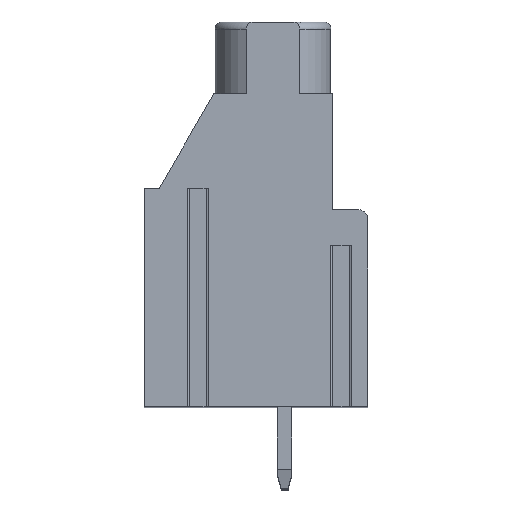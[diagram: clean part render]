
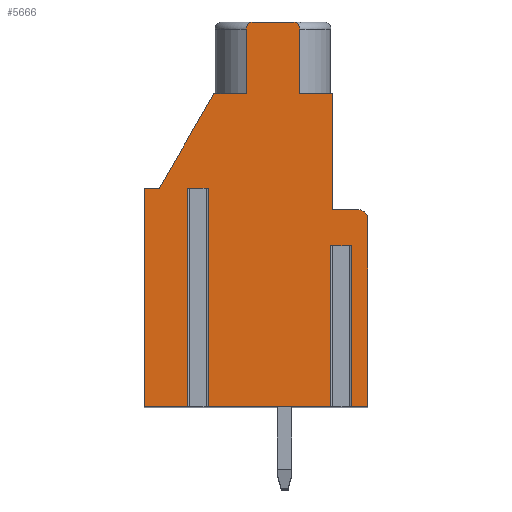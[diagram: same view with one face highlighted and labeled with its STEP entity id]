
A CAD part, top view. The second image highlights one B-rep face of the part: STEP entity #5666.
In plain terms, the highlighted planar face has unit normal (0, 0, 1).
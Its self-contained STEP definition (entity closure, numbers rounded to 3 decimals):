
#65=DIRECTION('',(-1.,0.,0.));
#66=VECTOR('',#65,1.146);
#67=CARTESIAN_POINT('',(-2.127,1.2,34.925));
#68=LINE('',#67,#66);
#69=DIRECTION('',(0.,-1.,0.));
#70=VECTOR('',#69,12.2);
#71=CARTESIAN_POINT('',(-3.273,1.2,34.925));
#72=LINE('',#71,#70);
#73=DIRECTION('',(1.,0.,0.));
#74=VECTOR('',#73,2.427);
#75=CARTESIAN_POINT('',(-5.7,-11.,34.925));
#76=LINE('',#75,#74);
#77=DIRECTION('',(0.,-1.,0.));
#78=VECTOR('',#77,12.2);
#79=CARTESIAN_POINT('',(-5.7,1.2,34.925));
#80=LINE('',#79,#78);
#81=DIRECTION('',(-1.,0.,0.));
#82=VECTOR('',#81,0.84);
#83=CARTESIAN_POINT('',(-4.86,1.2,34.925));
#84=LINE('',#83,#82);
#85=DIRECTION('',(-0.5,-0.866,0.));
#86=VECTOR('',#85,6.12);
#87=CARTESIAN_POINT('',(-1.8,6.5,34.925));
#88=LINE('',#87,#86);
#89=DIRECTION('',(-1.,0.,0.));
#90=VECTOR('',#89,1.8);
#91=CARTESIAN_POINT('',(0.,6.5,34.925));
#92=LINE('',#91,#90);
#93=DIRECTION('',(0.,-1.,0.));
#94=VECTOR('',#93,3.6);
#95=CARTESIAN_POINT('',(0.,10.1,34.925));
#96=LINE('',#95,#94);
#97=CARTESIAN_POINT('',(0.4,10.1,34.925));
#98=DIRECTION('',(0.,0.,1.));
#99=DIRECTION('',(0.,1.,0.));
#100=AXIS2_PLACEMENT_3D('',#97,#98,#99);
#102=DIRECTION('',(-1.,0.,0.));
#103=VECTOR('',#102,2.2);
#104=CARTESIAN_POINT('',(2.6,10.5,34.925));
#105=LINE('',#104,#103);
#106=CARTESIAN_POINT('',(2.6,10.1,34.925));
#107=DIRECTION('',(0.,0.,1.));
#108=DIRECTION('',(1.,0.,0.));
#109=AXIS2_PLACEMENT_3D('',#106,#107,#108);
#111=DIRECTION('',(0.,1.,0.));
#112=VECTOR('',#111,3.6);
#113=CARTESIAN_POINT('',(3.,6.5,34.925));
#114=LINE('',#113,#112);
#115=DIRECTION('',(-1.,0.,0.));
#116=VECTOR('',#115,1.8);
#117=CARTESIAN_POINT('',(4.8,6.5,34.925));
#118=LINE('',#117,#116);
#119=DIRECTION('',(0.,1.,0.));
#120=VECTOR('',#119,6.5);
#121=CARTESIAN_POINT('',(4.8,0.,34.925));
#122=LINE('',#121,#120);
#123=DIRECTION('',(-1.,0.,0.));
#124=VECTOR('',#123,1.5);
#125=CARTESIAN_POINT('',(6.3,0.,34.925));
#126=LINE('',#125,#124);
#127=CARTESIAN_POINT('',(6.3,-0.5,34.925));
#128=DIRECTION('',(0.,0.,1.));
#129=DIRECTION('',(1.,0.,0.));
#130=AXIS2_PLACEMENT_3D('',#127,#128,#129);
#132=DIRECTION('',(0.,1.,0.));
#133=VECTOR('',#132,10.5);
#134=CARTESIAN_POINT('',(6.8,-11.,34.925));
#135=LINE('',#134,#133);
#136=DIRECTION('',(1.,0.,0.));
#137=VECTOR('',#136,0.925);
#138=CARTESIAN_POINT('',(5.875,-11.,34.925));
#139=LINE('',#138,#137);
#140=DIRECTION('',(0.,-1.,0.));
#141=VECTOR('',#140,9.);
#142=CARTESIAN_POINT('',(5.875,-2.,34.925));
#143=LINE('',#142,#141);
#144=DIRECTION('',(-1.,0.,0.));
#145=VECTOR('',#144,1.146);
#146=CARTESIAN_POINT('',(5.875,-2.,34.925));
#147=LINE('',#146,#145);
#148=DIRECTION('',(0.,-1.,0.));
#149=VECTOR('',#148,9.);
#150=CARTESIAN_POINT('',(4.728,-2.,34.925));
#151=LINE('',#150,#149);
#152=DIRECTION('',(1.,0.,0.));
#153=VECTOR('',#152,6.855);
#154=CARTESIAN_POINT('',(-2.127,-11.,34.925));
#155=LINE('',#154,#153);
#156=DIRECTION('',(0.,-1.,0.));
#157=VECTOR('',#156,12.2);
#158=CARTESIAN_POINT('',(-2.127,1.2,34.925));
#159=LINE('',#158,#157);
#4403=CARTESIAN_POINT('',(6.8,-11.,34.925));
#4404=CARTESIAN_POINT('',(6.8,-0.5,34.925));
#4405=VERTEX_POINT('',#4403);
#4406=VERTEX_POINT('',#4404);
#4407=CARTESIAN_POINT('',(6.3,0.,34.925));
#4408=VERTEX_POINT('',#4407);
#4409=CARTESIAN_POINT('',(4.8,0.,34.925));
#4410=VERTEX_POINT('',#4409);
#4411=CARTESIAN_POINT('',(4.8,6.5,34.925));
#4412=VERTEX_POINT('',#4411);
#4413=CARTESIAN_POINT('',(3.,6.5,34.925));
#4414=VERTEX_POINT('',#4413);
#4415=CARTESIAN_POINT('',(3.,10.1,34.925));
#4416=VERTEX_POINT('',#4415);
#4417=CARTESIAN_POINT('',(2.6,10.5,34.925));
#4418=VERTEX_POINT('',#4417);
#4419=CARTESIAN_POINT('',(0.4,10.5,34.925));
#4420=VERTEX_POINT('',#4419);
#4421=CARTESIAN_POINT('',(0.,10.1,34.925));
#4422=VERTEX_POINT('',#4421);
#4423=CARTESIAN_POINT('',(0.,6.5,34.925));
#4424=VERTEX_POINT('',#4423);
#4425=CARTESIAN_POINT('',(-1.8,6.5,34.925));
#4426=VERTEX_POINT('',#4425);
#4427=CARTESIAN_POINT('',(-4.86,1.2,34.925));
#4428=VERTEX_POINT('',#4427);
#4429=CARTESIAN_POINT('',(-5.7,1.2,34.925));
#4430=VERTEX_POINT('',#4429);
#4431=CARTESIAN_POINT('',(-5.7,-11.,34.925));
#4432=VERTEX_POINT('',#4431);
#4589=CARTESIAN_POINT('',(5.875,-2.,34.925));
#4590=CARTESIAN_POINT('',(4.728,-2.,34.925));
#4591=VERTEX_POINT('',#4589);
#4592=VERTEX_POINT('',#4590);
#4593=CARTESIAN_POINT('',(5.875,-11.,34.925));
#4594=VERTEX_POINT('',#4593);
#4595=CARTESIAN_POINT('',(4.728,-11.,34.925));
#4596=VERTEX_POINT('',#4595);
#4621=CARTESIAN_POINT('',(-2.127,1.2,34.925));
#4622=CARTESIAN_POINT('',(-3.273,1.2,34.925));
#4623=VERTEX_POINT('',#4621);
#4624=VERTEX_POINT('',#4622);
#4625=CARTESIAN_POINT('',(-2.127,-11.,34.925));
#4626=VERTEX_POINT('',#4625);
#4627=CARTESIAN_POINT('',(-3.273,-11.,34.925));
#4628=VERTEX_POINT('',#4627);
#5613=CARTESIAN_POINT('',(0.,0.,34.925));
#5614=DIRECTION('',(0.,0.,1.));
#5615=DIRECTION('',(1.,0.,0.));
#5616=AXIS2_PLACEMENT_3D('',#5613,#5614,#5615);
#5617=PLANE('',#5616);
#5619=ORIENTED_EDGE('',*,*,#5618,.T.);
#5621=ORIENTED_EDGE('',*,*,#5620,.T.);
#5623=ORIENTED_EDGE('',*,*,#5622,.F.);
#5625=ORIENTED_EDGE('',*,*,#5624,.F.);
#5627=ORIENTED_EDGE('',*,*,#5626,.F.);
#5629=ORIENTED_EDGE('',*,*,#5628,.F.);
#5631=ORIENTED_EDGE('',*,*,#5630,.F.);
#5633=ORIENTED_EDGE('',*,*,#5632,.F.);
#5635=ORIENTED_EDGE('',*,*,#5634,.F.);
#5637=ORIENTED_EDGE('',*,*,#5636,.F.);
#5639=ORIENTED_EDGE('',*,*,#5638,.F.);
#5641=ORIENTED_EDGE('',*,*,#5640,.F.);
#5643=ORIENTED_EDGE('',*,*,#5642,.F.);
#5645=ORIENTED_EDGE('',*,*,#5644,.F.);
#5647=ORIENTED_EDGE('',*,*,#5646,.F.);
#5649=ORIENTED_EDGE('',*,*,#5648,.F.);
#5651=ORIENTED_EDGE('',*,*,#5650,.F.);
#5653=ORIENTED_EDGE('',*,*,#5652,.F.);
#5655=ORIENTED_EDGE('',*,*,#5654,.F.);
#5657=ORIENTED_EDGE('',*,*,#5656,.T.);
#5659=ORIENTED_EDGE('',*,*,#5658,.T.);
#5661=ORIENTED_EDGE('',*,*,#5660,.F.);
#5663=ORIENTED_EDGE('',*,*,#5662,.F.);
#5664=EDGE_LOOP('',(#5619,#5621,#5623,#5625,#5627,#5629,#5631,#5633,#5635,#5637,
#5639,#5641,#5643,#5645,#5647,#5649,#5651,#5653,#5655,#5657,#5659,#5661,#5663));
#5665=FACE_OUTER_BOUND('',#5664,.F.);
#101=CIRCLE('',#100,0.4);
#110=CIRCLE('',#109,0.4);
#131=CIRCLE('',#130,0.5);
#5618=EDGE_CURVE('',#4623,#4624,#68,.T.);
#5620=EDGE_CURVE('',#4624,#4628,#72,.T.);
#5622=EDGE_CURVE('',#4432,#4628,#76,.T.);
#5624=EDGE_CURVE('',#4430,#4432,#80,.T.);
#5626=EDGE_CURVE('',#4428,#4430,#84,.T.);
#5628=EDGE_CURVE('',#4426,#4428,#88,.T.);
#5630=EDGE_CURVE('',#4424,#4426,#92,.T.);
#5632=EDGE_CURVE('',#4422,#4424,#96,.T.);
#5634=EDGE_CURVE('',#4420,#4422,#101,.T.);
#5636=EDGE_CURVE('',#4418,#4420,#105,.T.);
#5638=EDGE_CURVE('',#4416,#4418,#110,.T.);
#5640=EDGE_CURVE('',#4414,#4416,#114,.T.);
#5642=EDGE_CURVE('',#4412,#4414,#118,.T.);
#5644=EDGE_CURVE('',#4410,#4412,#122,.T.);
#5646=EDGE_CURVE('',#4408,#4410,#126,.T.);
#5648=EDGE_CURVE('',#4406,#4408,#131,.T.);
#5650=EDGE_CURVE('',#4405,#4406,#135,.T.);
#5652=EDGE_CURVE('',#4594,#4405,#139,.T.);
#5654=EDGE_CURVE('',#4591,#4594,#143,.T.);
#5656=EDGE_CURVE('',#4591,#4592,#147,.T.);
#5658=EDGE_CURVE('',#4592,#4596,#151,.T.);
#5660=EDGE_CURVE('',#4626,#4596,#155,.T.);
#5662=EDGE_CURVE('',#4623,#4626,#159,.T.);
#5666=ADVANCED_FACE('',(#5665),#5617,.T.);
